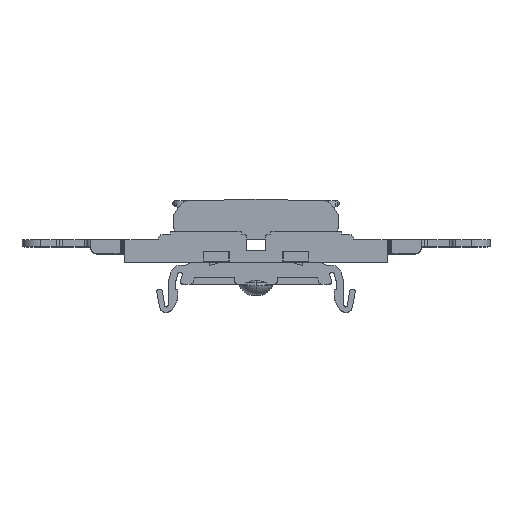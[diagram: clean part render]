
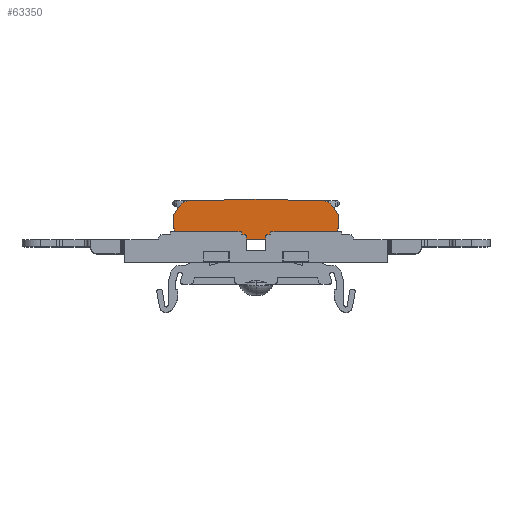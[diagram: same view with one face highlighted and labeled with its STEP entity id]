
A CAD part, top view. The second image highlights one B-rep face of the part: STEP entity #63350.
In plain terms, the highlighted planar face has unit normal (0, 0, 1).
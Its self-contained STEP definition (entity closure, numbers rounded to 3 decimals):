
#60552=CARTESIAN_POINT('',(-17.65,4.3,7.9));
#60553=VERTEX_POINT('',#60552);
#60560=CARTESIAN_POINT('',(-17.636,4.923,7.9));
#60561=VERTEX_POINT('',#60560);
#60562=CARTESIAN_POINT('',(-3.74,4.3,7.9));
#60563=DIRECTION('',(0.,0.,1.));
#60564=DIRECTION('',(1.,0.,-0.));
#60565=AXIS2_PLACEMENT_3D('',#60562,#60563,#60564);
#60566=CIRCLE('',#60565,13.91);
#60567=EDGE_CURVE('',#60561,#60553,#60566,.T.);
#60628=CARTESIAN_POINT('',(17.65,4.3,7.9));
#60629=VERTEX_POINT('',#60628);
#60636=CARTESIAN_POINT('',(17.139,0.566,7.9));
#60637=VERTEX_POINT('',#60636);
#60638=CARTESIAN_POINT('',(3.74,4.3,7.9));
#60639=DIRECTION('',(0.,0.,1.));
#60640=DIRECTION('',(1.,0.,-0.));
#60641=AXIS2_PLACEMENT_3D('',#60638,#60639,#60640);
#60642=CIRCLE('',#60641,13.91);
#60643=EDGE_CURVE('',#60637,#60629,#60642,.T.);
#62791=CARTESIAN_POINT('',(-17.535,5.317,7.9));
#62792=VERTEX_POINT('',#62791);
#62793=CARTESIAN_POINT('',(-16.637,4.878,7.9));
#62794=DIRECTION('',(0.,0.,1.));
#62795=DIRECTION('',(1.,0.,-0.));
#62796=AXIS2_PLACEMENT_3D('',#62793,#62794,#62795);
#62797=CIRCLE('',#62796,1.);
#62798=EDGE_CURVE('',#62792,#60561,#62797,.T.);
#62824=CARTESIAN_POINT('',(17.45,0.,7.9));
#62825=VERTEX_POINT('',#62824);
#62832=CARTESIAN_POINT('',(-17.45,0.,7.9));
#62833=VERTEX_POINT('',#62832);
#62834=CARTESIAN_POINT('',(-17.45,0.,7.9));
#62835=DIRECTION('',(1.,-0.,0.));
#62836=VECTOR('',#62835,34.9);
#62837=LINE('',#62834,#62836);
#62838=EDGE_CURVE('',#62833,#62825,#62837,.T.);
#62865=CARTESIAN_POINT('',(17.535,5.317,7.9));
#62866=VERTEX_POINT('',#62865);
#62873=CARTESIAN_POINT('',(17.636,4.923,7.9));
#62874=VERTEX_POINT('',#62873);
#62875=CARTESIAN_POINT('',(16.637,4.878,7.9));
#62876=DIRECTION('',(0.,0.,1.));
#62877=DIRECTION('',(1.,0.,-0.));
#62878=AXIS2_PLACEMENT_3D('',#62875,#62876,#62877);
#62879=CIRCLE('',#62878,1.);
#62880=EDGE_CURVE('',#62874,#62866,#62879,.T.);
#62923=CARTESIAN_POINT('',(15.841,7.618,7.9));
#62924=VERTEX_POINT('',#62923);
#62931=CARTESIAN_POINT('',(10.35,1.8,7.9));
#62932=DIRECTION('',(0.,0.,1.));
#62933=DIRECTION('',(1.,0.,-0.));
#62934=AXIS2_PLACEMENT_3D('',#62931,#62932,#62933);
#62935=CIRCLE('',#62934,8.);
#62936=EDGE_CURVE('',#62866,#62924,#62935,.T.);
#62987=CARTESIAN_POINT('',(14.125,8.3,7.9));
#62988=VERTEX_POINT('',#62987);
#62995=CARTESIAN_POINT('',(14.125,5.8,7.9));
#62996=DIRECTION('',(0.,0.,1.));
#62997=DIRECTION('',(1.,0.,-0.));
#62998=AXIS2_PLACEMENT_3D('',#62995,#62996,#62997);
#62999=CIRCLE('',#62998,2.5);
#63000=EDGE_CURVE('',#62924,#62988,#62999,.T.);
#63019=CARTESIAN_POINT('',(9.35,8.3,7.9));
#63020=VERTEX_POINT('',#63019);
#63027=CARTESIAN_POINT('',(14.125,8.3,7.9));
#63028=DIRECTION('',(-1.,0.,0.));
#63029=VECTOR('',#63028,4.775);
#63030=LINE('',#63027,#63029);
#63031=EDGE_CURVE('',#62988,#63020,#63030,.T.);
#63050=CARTESIAN_POINT('',(4.8,8.6,7.9));
#63051=VERTEX_POINT('',#63050);
#63058=CARTESIAN_POINT('',(9.35,8.3,7.9));
#63059=DIRECTION('',(-0.998,0.066,0.));
#63060=VECTOR('',#63059,4.56);
#63061=LINE('',#63058,#63060);
#63062=EDGE_CURVE('',#63020,#63051,#63061,.T.);
#63081=CARTESIAN_POINT('',(-4.8,8.6,7.9));
#63082=VERTEX_POINT('',#63081);
#63089=CARTESIAN_POINT('',(4.8,8.6,7.9));
#63090=DIRECTION('',(-1.,0.,0.));
#63091=VECTOR('',#63090,9.6);
#63092=LINE('',#63089,#63091);
#63093=EDGE_CURVE('',#63051,#63082,#63092,.T.);
#63112=CARTESIAN_POINT('',(-9.35,8.3,7.9));
#63113=VERTEX_POINT('',#63112);
#63120=CARTESIAN_POINT('',(-4.8,8.6,7.9));
#63121=DIRECTION('',(-0.998,-0.066,0.));
#63122=VECTOR('',#63121,4.56);
#63123=LINE('',#63120,#63122);
#63124=EDGE_CURVE('',#63082,#63113,#63123,.T.);
#63143=CARTESIAN_POINT('',(-14.125,8.3,7.9));
#63144=VERTEX_POINT('',#63143);
#63151=CARTESIAN_POINT('',(-9.35,8.3,7.9));
#63152=DIRECTION('',(-1.,0.,0.));
#63153=VECTOR('',#63152,4.775);
#63154=LINE('',#63151,#63153);
#63155=EDGE_CURVE('',#63113,#63144,#63154,.T.);
#63175=CARTESIAN_POINT('',(-15.841,7.618,7.9));
#63176=VERTEX_POINT('',#63175);
#63183=CARTESIAN_POINT('',(-14.125,5.8,7.9));
#63184=DIRECTION('',(0.,0.,1.));
#63185=DIRECTION('',(1.,0.,-0.));
#63186=AXIS2_PLACEMENT_3D('',#63183,#63184,#63185);
#63187=CIRCLE('',#63186,2.5);
#63188=EDGE_CURVE('',#63144,#63176,#63187,.T.);
#63247=CARTESIAN_POINT('',(-10.35,1.8,7.9));
#63248=DIRECTION('',(0.,0.,1.));
#63249=DIRECTION('',(1.,0.,-0.));
#63250=AXIS2_PLACEMENT_3D('',#63247,#63248,#63249);
#63251=CIRCLE('',#63250,8.);
#63252=EDGE_CURVE('',#63176,#62792,#63251,.T.);
#63265=CARTESIAN_POINT('',(-16.637,4.878,7.9));
#63266=DIRECTION('',(0.,0.,1.));
#63267=DIRECTION('',(1.,0.,0.));
#63268=AXIS2_PLACEMENT_3D('',#63265,#63266,#63267);
#63269=PLANE('',#63268);
#63270=ORIENTED_EDGE('',*,*,#62838,.T.);
#63271=CARTESIAN_POINT('',(17.65,0.2,7.9));
#63272=VERTEX_POINT('',#63271);
#63273=CARTESIAN_POINT('',(17.45,0.2,7.9));
#63274=DIRECTION('',(0.,0.,1.));
#63275=DIRECTION('',(1.,0.,-0.));
#63276=AXIS2_PLACEMENT_3D('',#63273,#63274,#63275);
#63277=CIRCLE('',#63276,0.2);
#63278=EDGE_CURVE('',#62825,#63272,#63277,.T.);
#63279=ORIENTED_EDGE('',*,*,#63278,.T.);
#63280=CARTESIAN_POINT('',(17.535,0.381,7.9));
#63281=VERTEX_POINT('',#63280);
#63282=CARTESIAN_POINT('',(17.45,0.2,7.9));
#63283=DIRECTION('',(0.,0.,1.));
#63284=DIRECTION('',(1.,0.,-0.));
#63285=AXIS2_PLACEMENT_3D('',#63282,#63283,#63284);
#63286=CIRCLE('',#63285,0.2);
#63287=EDGE_CURVE('',#63272,#63281,#63286,.T.);
#63288=ORIENTED_EDGE('',*,*,#63287,.T.);
#63289=CARTESIAN_POINT('',(17.535,0.381,7.9));
#63290=DIRECTION('',(-0.906,0.423,0.));
#63291=VECTOR('',#63290,0.436);
#63292=LINE('',#63289,#63291);
#63293=EDGE_CURVE('',#63281,#60637,#63292,.T.);
#63294=ORIENTED_EDGE('',*,*,#63293,.T.);
#63295=ORIENTED_EDGE('',*,*,#60643,.T.);
#63296=CARTESIAN_POINT('',(3.74,4.3,7.9));
#63297=DIRECTION('',(0.,0.,1.));
#63298=DIRECTION('',(1.,0.,-0.));
#63299=AXIS2_PLACEMENT_3D('',#63296,#63297,#63298);
#63300=CIRCLE('',#63299,13.91);
#63301=EDGE_CURVE('',#60629,#62874,#63300,.T.);
#63302=ORIENTED_EDGE('',*,*,#63301,.T.);
#63303=ORIENTED_EDGE('',*,*,#62880,.T.);
#63304=ORIENTED_EDGE('',*,*,#62936,.T.);
#63305=ORIENTED_EDGE('',*,*,#63000,.T.);
#63306=ORIENTED_EDGE('',*,*,#63031,.T.);
#63307=ORIENTED_EDGE('',*,*,#63062,.T.);
#63308=ORIENTED_EDGE('',*,*,#63093,.T.);
#63309=ORIENTED_EDGE('',*,*,#63124,.T.);
#63310=ORIENTED_EDGE('',*,*,#63155,.T.);
#63311=ORIENTED_EDGE('',*,*,#63188,.T.);
#63312=ORIENTED_EDGE('',*,*,#63252,.T.);
#63313=ORIENTED_EDGE('',*,*,#62798,.T.);
#63314=ORIENTED_EDGE('',*,*,#60567,.T.);
#63315=CARTESIAN_POINT('',(-17.139,0.566,7.9));
#63316=VERTEX_POINT('',#63315);
#63317=CARTESIAN_POINT('',(-3.74,4.3,7.9));
#63318=DIRECTION('',(0.,0.,1.));
#63319=DIRECTION('',(1.,0.,-0.));
#63320=AXIS2_PLACEMENT_3D('',#63317,#63318,#63319);
#63321=CIRCLE('',#63320,13.91);
#63322=EDGE_CURVE('',#60553,#63316,#63321,.T.);
#63323=ORIENTED_EDGE('',*,*,#63322,.T.);
#63324=CARTESIAN_POINT('',(-17.535,0.381,7.9));
#63325=VERTEX_POINT('',#63324);
#63326=CARTESIAN_POINT('',(-17.139,0.566,7.9));
#63327=DIRECTION('',(-0.906,-0.423,0.));
#63328=VECTOR('',#63327,0.436);
#63329=LINE('',#63326,#63328);
#63330=EDGE_CURVE('',#63316,#63325,#63329,.T.);
#63331=ORIENTED_EDGE('',*,*,#63330,.T.);
#63332=CARTESIAN_POINT('',(-17.65,0.2,7.9));
#63333=VERTEX_POINT('',#63332);
#63334=CARTESIAN_POINT('',(-17.45,0.2,7.9));
#63335=DIRECTION('',(0.,0.,1.));
#63336=DIRECTION('',(1.,0.,-0.));
#63337=AXIS2_PLACEMENT_3D('',#63334,#63335,#63336);
#63338=CIRCLE('',#63337,0.2);
#63339=EDGE_CURVE('',#63325,#63333,#63338,.T.);
#63340=ORIENTED_EDGE('',*,*,#63339,.T.);
#63341=CARTESIAN_POINT('',(-17.45,0.2,7.9));
#63342=DIRECTION('',(0.,0.,1.));
#63343=DIRECTION('',(1.,0.,-0.));
#63344=AXIS2_PLACEMENT_3D('',#63341,#63342,#63343);
#63345=CIRCLE('',#63344,0.2);
#63346=EDGE_CURVE('',#63333,#62833,#63345,.T.);
#63347=ORIENTED_EDGE('',*,*,#63346,.T.);
#63348=EDGE_LOOP('',(#63270,#63279,#63288,#63294,#63295,#63302,#63303,#63304,#63305,#63306,#63307,#63308,#63309,#63310,#63311,#63312,#63313,#63314,#63323,#63331,#63340,#63347));
#63349=FACE_BOUND('',#63348,.T.);
#63350=ADVANCED_FACE('',(#63349),#63269,.T.);
